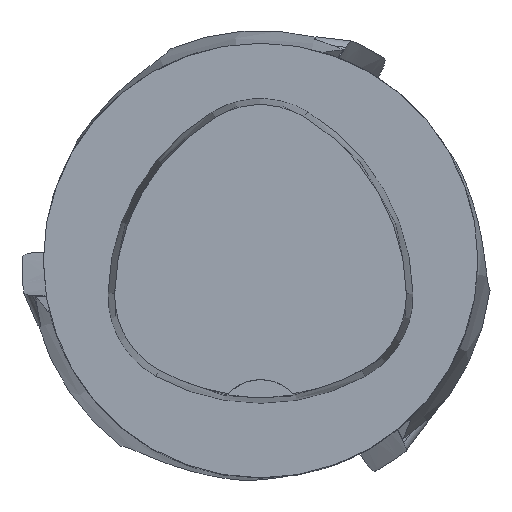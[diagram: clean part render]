
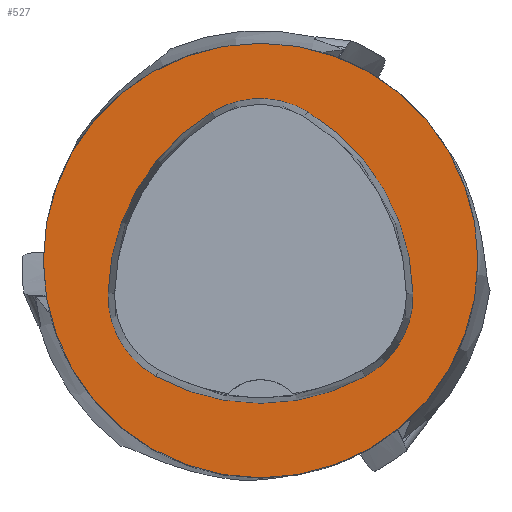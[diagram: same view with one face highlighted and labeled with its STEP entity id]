
A CAD part, top view. The second image highlights one B-rep face of the part: STEP entity #527.
In plain terms, the highlighted planar face has unit normal (0, 0, 1).
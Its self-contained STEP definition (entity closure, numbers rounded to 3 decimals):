
#182=FACE_BOUND('',#805,.T.);
#183=FACE_BOUND('',#806,.T.);
#270=PLANE('',#2753);
#527=ADVANCED_FACE('',(#182,#183),#270,.T.);
#805=EDGE_LOOP('',(#1441,#1442,#1443,#1444,#1445,#1446));
#806=EDGE_LOOP('',(#1447));
#1441=ORIENTED_EDGE('',*,*,#2315,.T.);
#1442=ORIENTED_EDGE('',*,*,#2295,.T.);
#1443=ORIENTED_EDGE('',*,*,#2299,.T.);
#1444=ORIENTED_EDGE('',*,*,#2302,.T.);
#1445=ORIENTED_EDGE('',*,*,#2305,.T.);
#1446=ORIENTED_EDGE('',*,*,#2313,.T.);
#1447=ORIENTED_EDGE('',*,*,#2228,.F.);
#1947=VERTEX_POINT('',#3984);
#1990=VERTEX_POINT('',#4654);
#1991=VERTEX_POINT('',#4655);
#1994=VERTEX_POINT('',#4663);
#1996=VERTEX_POINT('',#4669);
#1998=VERTEX_POINT('',#4675);
#2005=VERTEX_POINT('',#4696);
#2228=EDGE_CURVE('',#1947,#1947,#2498,.T.);
#2295=EDGE_CURVE('',#1990,#1991,#2501,.T.);
#2299=EDGE_CURVE('',#1991,#1994,#2503,.T.);
#2302=EDGE_CURVE('',#1994,#1996,#2505,.T.);
#2305=EDGE_CURVE('',#1996,#1998,#2507,.T.);
#2313=EDGE_CURVE('',#1998,#2005,#2511,.T.);
#2315=EDGE_CURVE('',#2005,#1990,#2513,.T.);
#2498=CIRCLE('',#2700,20.);
#2501=CIRCLE('',#2731,20.);
#2503=CIRCLE('',#2734,8.5);
#2505=CIRCLE('',#2737,20.);
#2507=CIRCLE('',#2740,8.5);
#2511=CIRCLE('',#2745,20.);
#2513=CIRCLE('',#2748,8.5);
#2700=AXIS2_PLACEMENT_3D('',#3983,#2976,#2977);
#2731=AXIS2_PLACEMENT_3D('',#4653,#3049,#3050);
#2734=AXIS2_PLACEMENT_3D('',#4662,#3057,#3058);
#2737=AXIS2_PLACEMENT_3D('',#4668,#3064,#3065);
#2740=AXIS2_PLACEMENT_3D('',#4674,#3071,#3072);
#2745=AXIS2_PLACEMENT_3D('',#4697,#3083,#3084);
#2748=AXIS2_PLACEMENT_3D('',#4700,#3089,#3090);
#2753=AXIS2_PLACEMENT_3D('',#4705,#3099,#3100);
#2976=DIRECTION('',(0.,0.,-1.));
#2977=DIRECTION('',(-1.,0.,0.));
#3049=DIRECTION('',(0.,0.,-1.));
#3050=DIRECTION('',(-1.,0.,0.));
#3057=DIRECTION('',(0.,0.,-1.));
#3058=DIRECTION('',(-1.,0.,0.));
#3064=DIRECTION('',(0.,0.,-1.));
#3065=DIRECTION('',(-1.,0.,0.));
#3071=DIRECTION('',(0.,0.,-1.));
#3072=DIRECTION('',(-1.,0.,0.));
#3083=DIRECTION('',(0.,0.,-1.));
#3084=DIRECTION('',(-1.,0.,0.));
#3089=DIRECTION('',(0.,0.,-1.));
#3090=DIRECTION('',(-1.,0.,0.));
#3099=DIRECTION('',(0.,0.,1.));
#3100=DIRECTION('',(-1.,0.,0.));
#3983=CARTESIAN_POINT('',(0.,0.,0.));
#3984=CARTESIAN_POINT('',(-20.,0.,0.));
#4653=CARTESIAN_POINT('',(5.955,-3.414,0.));
#4654=CARTESIAN_POINT('',(-14.041,-3.042,0.));
#4655=CARTESIAN_POINT('',(-4.472,13.653,0.));
#4662=CARTESIAN_POINT('',(-0.04,6.4,0.));
#4663=CARTESIAN_POINT('',(4.347,13.68,0.));
#4668=CARTESIAN_POINT('',(-5.976,-3.45,0.));
#4669=CARTESIAN_POINT('',(14.021,-3.075,0.));
#4674=CARTESIAN_POINT('',(5.522,-3.235,0.));
#4675=CARTESIAN_POINT('',(9.588,-10.699,0.));
#4696=CARTESIAN_POINT('',(-9.655,-10.639,0.));
#4697=CARTESIAN_POINT('',(0.022,6.864,0.));
#4700=CARTESIAN_POINT('',(-5.543,-3.2,0.));
#4705=CARTESIAN_POINT('',(0.,0.,0.));
